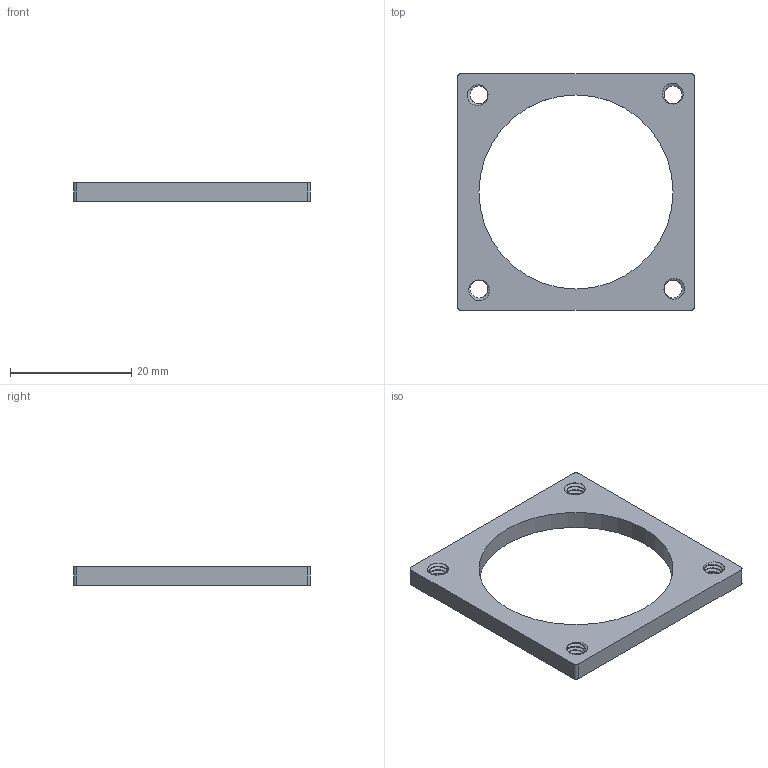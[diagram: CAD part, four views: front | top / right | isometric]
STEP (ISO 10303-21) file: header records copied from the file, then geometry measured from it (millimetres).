
FILE_DESCRIPTION( ( '' ), ' ' );
FILE_NAME( '5a2adf5d5214870eedd3ed5a.step', '2017-12-08T18:52:13', ( '' ), ( '' ), ' ', ' ', ' ' );
FILE_SCHEMA( ( 'AUTOMOTIVE_DESIGN { 1 0 10303 214 1 1 1 1 }' ) );
Length unit declared in the file: metre
Products named in the file (2): Curve 1; 2803-0039-0039
Bounding box: 39 x 39 x 3 mm (x, y, z)
Volume: 2040.6 mm3; surface area: 2346.2 mm2
Topology: 1 solids, 1 shells, 27 faces, 76 edges, 52 vertices
Faces by surface type: bspline 12, cylinder 9, plane 6
Full cylindrical faces by diameter (mm): 32 x1
Entity records: 7569 total; most frequent: CARTESIAN_POINT 6710, ORIENTED_EDGE 148, DIRECTION 86, EDGE_CURVE 74, VERTEX_POINT 50, B_SPLINE_CURVE_WITH_KNOTS 40, EDGE_LOOP 38, AXIS2_PLACEMENT_3D 35
